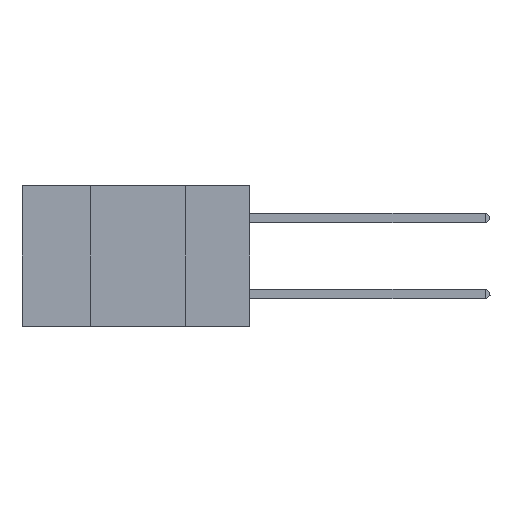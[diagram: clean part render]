
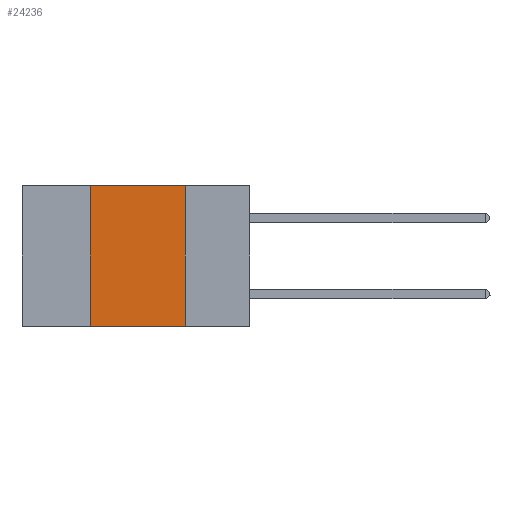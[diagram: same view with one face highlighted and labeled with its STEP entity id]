
A CAD part, left-side view. The second image highlights one B-rep face of the part: STEP entity #24236.
In plain terms, the highlighted planar face has unit normal (-1, 0, 0).
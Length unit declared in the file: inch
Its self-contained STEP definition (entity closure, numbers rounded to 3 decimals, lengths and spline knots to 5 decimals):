
#683 = CARTESIAN_POINT ( 'NONE',  ( 0., 0.42, 0. ) ) ;
#804 = DIRECTION ( 'NONE',  ( 0., 0., -1. ) ) ;
#2448 = EDGE_CURVE ( 'NONE', #18946, #9251, #5805, .T. ) ;
#2510 = VERTEX_POINT ( 'NONE', #9479 ) ;
#5464 = LINE ( 'NONE', #8087, #19743 ) ;
#5805 = LINE ( 'NONE', #16468, #19488 ) ;
#5984 = FACE_OUTER_BOUND ( 'NONE', #21915, .T. ) ;
#7265 = DIRECTION ( 'NONE',  ( 0., 0., -1. ) ) ;
#8087 = CARTESIAN_POINT ( 'NONE',  ( 0., 0.17, 0. ) ) ;
#9251 = VERTEX_POINT ( 'NONE', #21273 ) ;
#9438 = CARTESIAN_POINT ( 'NONE',  ( 0., 0.6, 0. ) ) ;
#9479 = CARTESIAN_POINT ( 'NONE',  ( 0., 0.17, -0.37 ) ) ;
#10412 = EDGE_CURVE ( 'NONE', #18785, #2510, #17051, .T. ) ;
#11756 = EDGE_CURVE ( 'NONE', #18785, #18946, #13608, .T. ) ;
#11857 = VECTOR ( 'NONE', #19535, 39.37008 ) ;
#11953 = ORIENTED_EDGE ( 'NONE', *, *, #22858, .F. ) ;
#12412 = CARTESIAN_POINT ( 'NONE',  ( 0., 0.42, 0. ) ) ;
#13342 = PLANE ( 'NONE',  #20106 ) ;
#13608 = LINE ( 'NONE', #12412, #16987 ) ;
#15666 = CARTESIAN_POINT ( 'NONE',  ( 0., 0.6, -0.37 ) ) ;
#16468 = CARTESIAN_POINT ( 'NONE',  ( 0., 0.6, 0. ) ) ;
#16987 = VECTOR ( 'NONE', #23825, 39.37008 ) ;
#17051 = LINE ( 'NONE', #15666, #11857 ) ;
#17380 = ORIENTED_EDGE ( 'NONE', *, *, #10412, .T. ) ;
#18785 = VERTEX_POINT ( 'NONE', #21502 ) ;
#18946 = VERTEX_POINT ( 'NONE', #683 ) ;
#19073 = DIRECTION ( 'NONE',  ( 1., 0., 0. ) ) ;
#19488 = VECTOR ( 'NONE', #21053, 39.37008 ) ;
#19535 = DIRECTION ( 'NONE',  ( 0., -1., 0. ) ) ;
#19743 = VECTOR ( 'NONE', #804, 39.37008 ) ;
#20106 = AXIS2_PLACEMENT_3D ( 'NONE', #9438, #19073, #7265 ) ;
#20460 = ORIENTED_EDGE ( 'NONE', *, *, #2448, .F. ) ;
#20688 = ORIENTED_EDGE ( 'NONE', *, *, #11756, .F. ) ;
#21053 = DIRECTION ( 'NONE',  ( 0., -1., 0. ) ) ;
#21273 = CARTESIAN_POINT ( 'NONE',  ( 0., 0.17, 0. ) ) ;
#21502 = CARTESIAN_POINT ( 'NONE',  ( 0., 0.42, -0.37 ) ) ;
#21915 = EDGE_LOOP ( 'NONE', ( #11953, #20460, #20688, #17380 ) ) ;
#22858 = EDGE_CURVE ( 'NONE', #9251, #2510, #5464, .T. ) ;
#23825 = DIRECTION ( 'NONE',  ( 0., 0., 1. ) ) ;
#24236 = ADVANCED_FACE ( 'NONE', ( #5984 ), #13342, .F. ) ;
